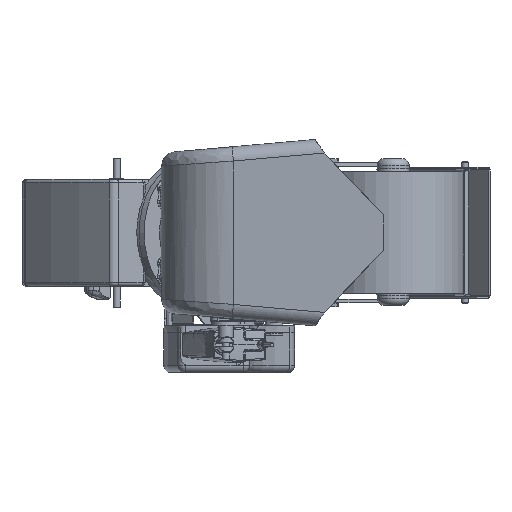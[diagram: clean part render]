
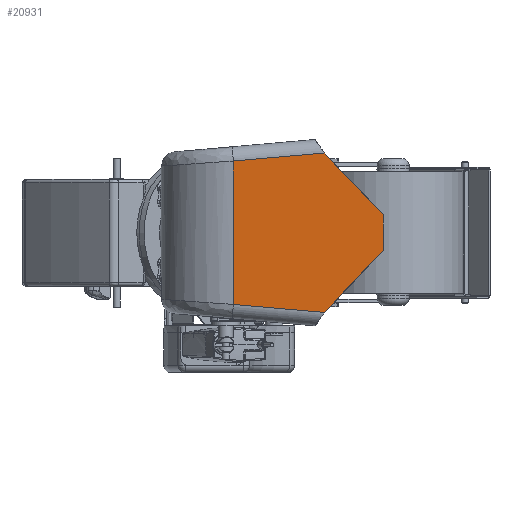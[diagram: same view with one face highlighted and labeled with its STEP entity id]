
A CAD part, left-side view. The second image highlights one B-rep face of the part: STEP entity #20931.
In plain terms, the highlighted planar face has unit normal (-0.996, 0.087, 0).
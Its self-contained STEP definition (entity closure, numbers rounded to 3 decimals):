
#3190=FACE_OUTER_BOUND('',#4508,.T.);
#4508=EDGE_LOOP('',(#16343,#16344,#16345,#16346,#16347,#16348,#16349,#16350));
#6441=LINE('',#47625,#7338);
#6448=LINE('',#47642,#7345);
#6450=LINE('',#47646,#7347);
#6452=LINE('',#47649,#7349);
#6469=LINE('',#48122,#7366);
#6470=LINE('',#48124,#7367);
#6471=LINE('',#48127,#7368);
#6472=LINE('',#48128,#7369);
#7338=VECTOR('',#25929,2.133);
#7345=VECTOR('',#25944,117.04);
#7347=VECTOR('',#25948,50.);
#7349=VECTOR('',#25952,117.04);
#7366=VECTOR('',#26079,128.15);
#7367=VECTOR('',#26082,2.133);
#7368=VECTOR('',#26085,200.199);
#7369=VECTOR('',#26086,128.15);
#8829=VERTEX_POINT('',#47622);
#8830=VERTEX_POINT('',#47624);
#8835=VERTEX_POINT('',#47639);
#8836=VERTEX_POINT('',#47641);
#8837=VERTEX_POINT('',#47645);
#8853=VERTEX_POINT('',#48116);
#8854=VERTEX_POINT('',#48120);
#8855=VERTEX_POINT('',#48126);
#11397=EDGE_CURVE('',#8830,#8829,#6441,.F.);
#11406=EDGE_CURVE('',#8835,#8836,#6448,.T.);
#11408=EDGE_CURVE('',#8836,#8837,#6450,.T.);
#11410=EDGE_CURVE('',#8837,#8829,#6452,.T.);
#11461=EDGE_CURVE('',#8853,#8854,#6469,.T.);
#11462=EDGE_CURVE('',#8835,#8854,#6470,.F.);
#11463=EDGE_CURVE('',#8855,#8853,#6471,.T.);
#11464=EDGE_CURVE('',#8830,#8855,#6472,.T.);
#16343=ORIENTED_EDGE('',*,*,#11461,.F.);
#16344=ORIENTED_EDGE('',*,*,#11463,.F.);
#16345=ORIENTED_EDGE('',*,*,#11464,.F.);
#16346=ORIENTED_EDGE('',*,*,#11397,.T.);
#16347=ORIENTED_EDGE('',*,*,#11410,.F.);
#16348=ORIENTED_EDGE('',*,*,#11408,.F.);
#16349=ORIENTED_EDGE('',*,*,#11406,.F.);
#16350=ORIENTED_EDGE('',*,*,#11462,.T.);
#18880=PLANE('',#22574);
#20931=ADVANCED_FACE('',(#3190),#18880,.T.);
#22574=AXIS2_PLACEMENT_3D('',#48125,#26083,#26084);
#25929=DIRECTION('',(0.05,0.573,-0.818));
#25944=DIRECTION('',(-0.06,-0.689,-0.722));
#25948=DIRECTION('',(0.,0.,-1.));
#25952=DIRECTION('',(0.06,0.689,-0.722));
#26079=DIRECTION('',(-0.087,-0.992,0.087));
#26082=DIRECTION('',(-0.05,-0.573,-0.818));
#26083=DIRECTION('center_axis',(-0.996,0.087,0.));
#26084=DIRECTION('ref_axis',(0.,0.,1.));
#26085=DIRECTION('',(0.,0.,1.));
#26086=DIRECTION('',(0.087,0.992,0.087));
#47622=CARTESIAN_POINT('',(-430.815,-8.868,-109.481));
#47624=CARTESIAN_POINT('',(-430.708,-7.646,-111.226));
#47625=CARTESIAN_POINT('',(-434.534,-51.371,-48.78));
#47639=CARTESIAN_POINT('',(-430.815,-8.868,109.481));
#47641=CARTESIAN_POINT('',(-437.875,-89.561,25.));
#47642=CARTESIAN_POINT('',(-433.955,-44.76,71.903));
#47645=CARTESIAN_POINT('',(-437.875,-89.561,-25.));
#47646=CARTESIAN_POINT('',(-437.875,-89.561,12.5));
#47649=CARTESIAN_POINT('',(-437.557,-85.923,-28.808));
#48116=CARTESIAN_POINT('',(-419.581,119.535,100.099));
#48120=CARTESIAN_POINT('',(-430.708,-7.646,111.226));
#48122=CARTESIAN_POINT('',(-420.267,111.697,100.785));
#48124=CARTESIAN_POINT('',(-430.562,-5.972,113.617));
#48125=CARTESIAN_POINT('Origin',(-419.581,119.535,0.));
#48126=CARTESIAN_POINT('',(-419.581,119.535,-100.099));
#48127=CARTESIAN_POINT('',(-419.581,119.535,0.));
#48128=CARTESIAN_POINT('',(-420.267,111.697,-100.785));
